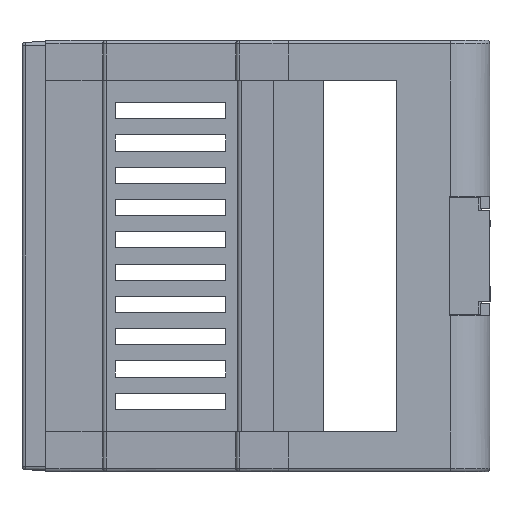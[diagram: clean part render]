
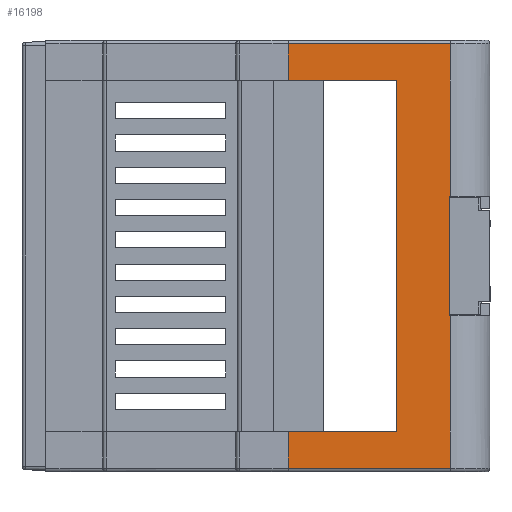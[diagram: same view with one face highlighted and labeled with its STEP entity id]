
A CAD part, left-side view. The second image highlights one B-rep face of the part: STEP entity #16198.
In plain terms, the highlighted face is planar.
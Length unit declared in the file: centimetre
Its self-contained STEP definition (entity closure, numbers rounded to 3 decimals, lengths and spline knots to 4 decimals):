
#646 = CARTESIAN_POINT ( 'NONE',  ( -4.498, 17.325, 2.63 ) ) ;
#785 = DIRECTION ( 'NONE',  ( 0., -1., 0. ) ) ;
#1053 = CARTESIAN_POINT ( 'NONE',  ( -4.4957, -2.63, 2.5 ) ) ;
#2509 = CARTESIAN_POINT ( 'NONE',  ( -4.4607, 17.325, 0.4913 ) ) ;
#2737 = CARTESIAN_POINT ( 'NONE',  ( -4.4607, -2.63, 0.4913 ) ) ;
#2876 = LINE ( 'NONE', #25273, #18673 ) ;
#3298 = CARTESIAN_POINT ( 'NONE',  ( -4.498, -0.735, 2.63 ) ) ;
#3508 = VECTOR ( 'NONE', #16295, 100. ) ;
#3509 = VERTEX_POINT ( 'NONE', #9787 ) ;
#4662 = VERTEX_POINT ( 'NONE', #19841 ) ;
#5513 = VERTEX_POINT ( 'NONE', #14499 ) ;
#5945 = CARTESIAN_POINT ( 'NONE',  ( -4.4723, 2.175, 1.16 ) ) ;
#6485 = EDGE_CURVE ( 'NONE', #15964, #12747, #15920, .T. ) ;
#6626 = ORIENTED_EDGE ( 'NONE', *, *, #7718, .T. ) ;
#6684 = DIRECTION ( 'NONE',  ( -0.017, 0., 1. ) ) ;
#6863 = DIRECTION ( 'NONE',  ( 0.017, 0., -1. ) ) ;
#7620 = LINE ( 'NONE', #9265, #12888 ) ;
#7718 = EDGE_CURVE ( 'NONE', #8520, #15964, #10460, .T. ) ;
#7919 = VECTOR ( 'NONE', #6863, 100. ) ;
#8102 = AXIS2_PLACEMENT_3D ( 'NONE', #646, #23194, #16406 ) ;
#8293 = ORIENTED_EDGE ( 'NONE', *, *, #6485, .T. ) ;
#8379 = VECTOR ( 'NONE', #26306, 100. ) ;
#8520 = VERTEX_POINT ( 'NONE', #23488 ) ;
#8761 = ORIENTED_EDGE ( 'NONE', *, *, #24334, .T. ) ;
#9265 = CARTESIAN_POINT ( 'NONE',  ( -4.4957, 17.325, 2.5 ) ) ;
#9338 = CARTESIAN_POINT ( 'NONE',  ( -4.498, -2.175, 2.63 ) ) ;
#9535 = LINE ( 'NONE', #19471, #3508 ) ;
#9729 = VECTOR ( 'NONE', #6684, 100. ) ;
#9787 = CARTESIAN_POINT ( 'NONE',  ( -4.4723, -2.175, 1.16 ) ) ;
#9878 = CARTESIAN_POINT ( 'NONE',  ( -4.4607, 17.325, 0.4913 ) ) ;
#9951 = PLANE ( 'NONE',  #8102 ) ;
#9976 = VECTOR ( 'NONE', #28236, 100. ) ;
#10372 = ORIENTED_EDGE ( 'NONE', *, *, #28591, .T. ) ;
#10460 = LINE ( 'NONE', #23552, #22395 ) ;
#11382 = VERTEX_POINT ( 'NONE', #5945 ) ;
#11486 = EDGE_CURVE ( 'NONE', #4662, #8520, #18926, .T. ) ;
#12195 = ORIENTED_EDGE ( 'NONE', *, *, #15114, .F. ) ;
#12747 = VERTEX_POINT ( 'NONE', #24470 ) ;
#12888 = VECTOR ( 'NONE', #16122, 100. ) ;
#13110 = DIRECTION ( 'NONE',  ( -0.017, 0., 1. ) ) ;
#13123 = ORIENTED_EDGE ( 'NONE', *, *, #16986, .T. ) ;
#13243 = ORIENTED_EDGE ( 'NONE', *, *, #25921, .T. ) ;
#13479 = EDGE_CURVE ( 'NONE', #3509, #11382, #2876, .T. ) ;
#13496 = CARTESIAN_POINT ( 'NONE',  ( -4.4607, 2.63, 0.4913 ) ) ;
#13539 = DIRECTION ( 'NONE',  ( 0.017, 0., -1. ) ) ;
#13646 = LINE ( 'NONE', #23822, #8379 ) ;
#14485 = VERTEX_POINT ( 'NONE', #1053 ) ;
#14499 = CARTESIAN_POINT ( 'NONE',  ( -4.4957, -2.175, 2.5 ) ) ;
#15005 = LINE ( 'NONE', #2509, #23102 ) ;
#15114 = EDGE_CURVE ( 'NONE', #5513, #14485, #13646, .T. ) ;
#15761 = ORIENTED_EDGE ( 'NONE', *, *, #13479, .T. ) ;
#15920 = LINE ( 'NONE', #3298, #9976 ) ;
#15964 = VERTEX_POINT ( 'NONE', #22121 ) ;
#16048 = LINE ( 'NONE', #18240, #24151 ) ;
#16122 = DIRECTION ( 'NONE',  ( 0., 1., 0. ) ) ;
#16198 = ADVANCED_FACE ( 'NONE', ( #19617 ), #9951, .F. ) ;
#16295 = DIRECTION ( 'NONE',  ( -0.017, 0., 1. ) ) ;
#16406 = DIRECTION ( 'NONE',  ( 0.017, 0., -1. ) ) ;
#16518 = CARTESIAN_POINT ( 'NONE',  ( -4.4957, 2.63, 2.5 ) ) ;
#16986 = EDGE_CURVE ( 'NONE', #5513, #3509, #21993, .T. ) ;
#18240 = CARTESIAN_POINT ( 'NONE',  ( -4.498, 2.63, 2.63 ) ) ;
#18505 = LINE ( 'NONE', #26867, #9729 ) ;
#18570 = VERTEX_POINT ( 'NONE', #16518 ) ;
#18673 = VECTOR ( 'NONE', #23203, 100. ) ;
#18926 = LINE ( 'NONE', #22252, #26699 ) ;
#19321 = LINE ( 'NONE', #9878, #29226 ) ;
#19471 = CARTESIAN_POINT ( 'NONE',  ( -4.498, -2.63, 2.63 ) ) ;
#19617 = FACE_OUTER_BOUND ( 'NONE', #28752, .T. ) ;
#19754 = VERTEX_POINT ( 'NONE', #2737 ) ;
#19841 = CARTESIAN_POINT ( 'NONE',  ( -4.4607, 0.735, 0.4913 ) ) ;
#20286 = EDGE_CURVE ( 'NONE', #18570, #25461, #16048, .T. ) ;
#21993 = LINE ( 'NONE', #9338, #7919 ) ;
#22121 = CARTESIAN_POINT ( 'NONE',  ( -4.4608, -0.735, 0.5 ) ) ;
#22252 = CARTESIAN_POINT ( 'NONE',  ( -4.498, 0.735, 2.63 ) ) ;
#22258 = EDGE_CURVE ( 'NONE', #19754, #14485, #9535, .T. ) ;
#22395 = VECTOR ( 'NONE', #25903, 100. ) ;
#23102 = VECTOR ( 'NONE', #24727, 100. ) ;
#23194 = DIRECTION ( 'NONE',  ( 1., 0., 0.017 ) ) ;
#23203 = DIRECTION ( 'NONE',  ( 0., 1., 0. ) ) ;
#23488 = CARTESIAN_POINT ( 'NONE',  ( -4.4608, 0.735, 0.5 ) ) ;
#23552 = CARTESIAN_POINT ( 'NONE',  ( -4.4608, 17.325, 0.5 ) ) ;
#23822 = CARTESIAN_POINT ( 'NONE',  ( -4.4957, 17.325, 2.5 ) ) ;
#24151 = VECTOR ( 'NONE', #13539, 100. ) ;
#24334 = EDGE_CURVE ( 'NONE', #25461, #4662, #19321, .T. ) ;
#24470 = CARTESIAN_POINT ( 'NONE',  ( -4.4607, -0.735, 0.4913 ) ) ;
#24727 = DIRECTION ( 'NONE',  ( 0., -1., 0. ) ) ;
#24737 = CARTESIAN_POINT ( 'NONE',  ( -4.4957, 2.175, 2.5 ) ) ;
#25273 = CARTESIAN_POINT ( 'NONE',  ( -4.4723, 17.325, 1.16 ) ) ;
#25461 = VERTEX_POINT ( 'NONE', #13496 ) ;
#25521 = ORIENTED_EDGE ( 'NONE', *, *, #20286, .T. ) ;
#25538 = ORIENTED_EDGE ( 'NONE', *, *, #22258, .T. ) ;
#25903 = DIRECTION ( 'NONE',  ( 0., -1., 0. ) ) ;
#25921 = EDGE_CURVE ( 'NONE', #12747, #19754, #15005, .T. ) ;
#26306 = DIRECTION ( 'NONE',  ( 0., -1., 0. ) ) ;
#26412 = ORIENTED_EDGE ( 'NONE', *, *, #11486, .T. ) ;
#26699 = VECTOR ( 'NONE', #13110, 100. ) ;
#26867 = CARTESIAN_POINT ( 'NONE',  ( -4.498, 2.175, 2.63 ) ) ;
#27514 = VERTEX_POINT ( 'NONE', #24737 ) ;
#28215 = ORIENTED_EDGE ( 'NONE', *, *, #28275, .T. ) ;
#28236 = DIRECTION ( 'NONE',  ( 0.017, 0., -1. ) ) ;
#28275 = EDGE_CURVE ( 'NONE', #11382, #27514, #18505, .T. ) ;
#28591 = EDGE_CURVE ( 'NONE', #27514, #18570, #7620, .T. ) ;
#28752 = EDGE_LOOP ( 'NONE', ( #10372, #25521, #8761, #26412, #6626, #8293, #13243, #25538, #12195, #13123, #15761, #28215 ) ) ;
#29226 = VECTOR ( 'NONE', #785, 100. ) ;
